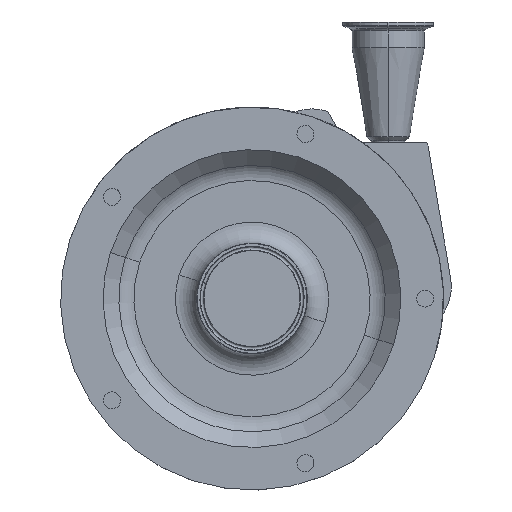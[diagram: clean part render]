
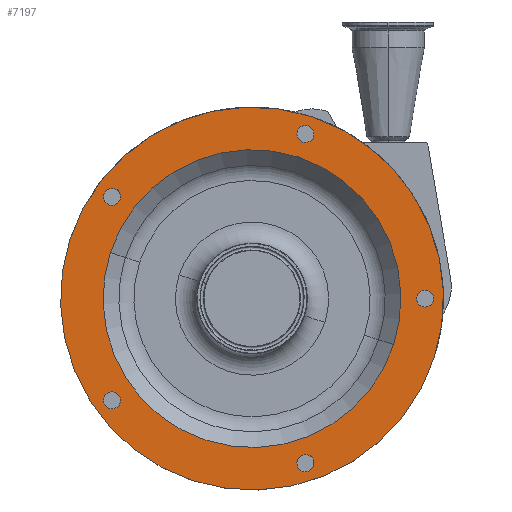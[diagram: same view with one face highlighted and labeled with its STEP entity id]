
A CAD part, top view. The second image highlights one B-rep face of the part: STEP entity #7197.
In plain terms, the highlighted planar face has unit normal (0, 0, 1).
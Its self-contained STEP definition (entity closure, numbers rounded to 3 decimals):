
#2 = DIRECTION ( 'NONE',  ( 0., 0., 1. ) ) ;
#72 = CARTESIAN_POINT ( 'NONE',  ( -98.7, -71.71, 197.5 ) ) ;
#181 = CARTESIAN_POINT ( 'NONE',  ( 122., 0., 197.5 ) ) ;
#244 = FACE_BOUND ( 'NONE', #9309, .T. ) ;
#250 = CARTESIAN_POINT ( 'NONE',  ( 99.861, -32.447, 197.5 ) ) ;
#344 = CARTESIAN_POINT ( 'NONE',  ( -95.173, 76.564, 197.5 ) ) ;
#354 = DIRECTION ( 'NONE',  ( 0.951, -0.309, 0. ) ) ;
#415 = AXIS2_PLACEMENT_3D ( 'NONE', #72, #11324, #6656 ) ;
#440 = CARTESIAN_POINT ( 'NONE',  ( 31.994, 117.883, 197.5 ) ) ;
#508 = ORIENTED_EDGE ( 'NONE', *, *, #6378, .F. ) ;
#542 = AXIS2_PLACEMENT_3D ( 'NONE', #10123, #9180, #354 ) ;
#680 = DIRECTION ( 'NONE',  ( 0., 0., 1. ) ) ;
#768 = AXIS2_PLACEMENT_3D ( 'NONE', #6502, #819, #8894 ) ;
#771 = CARTESIAN_POINT ( 'NONE',  ( 37.7, -116.029, 197.5 ) ) ;
#775 = DIRECTION ( 'NONE',  ( 0., 0., 1. ) ) ;
#819 = DIRECTION ( 'NONE',  ( 0., 0., 1. ) ) ;
#916 = DIRECTION ( 'NONE',  ( 0., 0., 1. ) ) ;
#944 = CIRCLE ( 'NONE', #8167, 6. ) ;
#952 = AXIS2_PLACEMENT_3D ( 'NONE', #12244, #3196, #3263 ) ;
#1095 = CIRCLE ( 'NONE', #10430, 6. ) ;
#1172 = ORIENTED_EDGE ( 'NONE', *, *, #3811, .F. ) ;
#1183 = DIRECTION ( 'NONE',  ( 0., 0., 1. ) ) ;
#1291 = EDGE_CURVE ( 'NONE', #3389, #10293, #1095, .T. ) ;
#1341 = FACE_BOUND ( 'NONE', #5930, .T. ) ;
#1914 = DIRECTION ( 'NONE',  ( 0., 0., 1. ) ) ;
#2269 = VERTEX_POINT ( 'NONE', #344 ) ;
#2380 = ORIENTED_EDGE ( 'NONE', *, *, #10319, .T. ) ;
#2506 = VERTEX_POINT ( 'NONE', #3664 ) ;
#2568 = CARTESIAN_POINT ( 'NONE',  ( 12.052, 37.091, 197.5 ) ) ;
#2843 = CIRCLE ( 'NONE', #768, 6. ) ;
#2894 = AXIS2_PLACEMENT_3D ( 'NONE', #7563, #2964, #3989 ) ;
#2926 = CIRCLE ( 'NONE', #9221, 6. ) ;
#2964 = DIRECTION ( 'NONE',  ( 0., 0., 1. ) ) ;
#3066 = CARTESIAN_POINT ( 'NONE',  ( 122., -6., 197.5 ) ) ;
#3196 = DIRECTION ( 'NONE',  ( 0., 0., 1. ) ) ;
#3263 = DIRECTION ( 'NONE',  ( -0.951, -0.309, 0. ) ) ;
#3368 = ORIENTED_EDGE ( 'NONE', *, *, #6589, .F. ) ;
#3385 = EDGE_LOOP ( 'NONE', ( #6670, #5208 ) ) ;
#3389 = VERTEX_POINT ( 'NONE', #13153 ) ;
#3442 = EDGE_LOOP ( 'NONE', ( #13409, #2380 ) ) ;
#3525 = VERTEX_POINT ( 'NONE', #10909 ) ;
#3664 = CARTESIAN_POINT ( 'NONE',  ( 128.393, -41.717, 197.5 ) ) ;
#3702 = VERTEX_POINT ( 'NONE', #5706 ) ;
#3811 = EDGE_CURVE ( 'NONE', #6985, #3824, #2843, .T. ) ;
#3813 = DIRECTION ( 'NONE',  ( 0., 0., 1. ) ) ;
#3824 = VERTEX_POINT ( 'NONE', #13134 ) ;
#3989 = DIRECTION ( 'NONE',  ( 0.951, -0.309, 0. ) ) ;
#4028 = EDGE_CURVE ( 'NONE', #7344, #11356, #7742, .T. ) ;
#4454 = DIRECTION ( 'NONE',  ( -0.588, 0.809, 0. ) ) ;
#4542 = DIRECTION ( 'NONE',  ( 0., 0., -1. ) ) ;
#4800 = ORIENTED_EDGE ( 'NONE', *, *, #4028, .F. ) ;
#4811 = ORIENTED_EDGE ( 'NONE', *, *, #13789, .F. ) ;
#4821 = VERTEX_POINT ( 'NONE', #12967 ) ;
#4843 = AXIS2_PLACEMENT_3D ( 'NONE', #771, #916, #12884 ) ;
#5208 = ORIENTED_EDGE ( 'NONE', *, *, #5245, .F. ) ;
#5245 = EDGE_CURVE ( 'NONE', #5266, #10013, #5843, .T. ) ;
#5266 = VERTEX_POINT ( 'NONE', #6504 ) ;
#5291 = CIRCLE ( 'NONE', #10646, 6. ) ;
#5494 = CARTESIAN_POINT ( 'NONE',  ( 122., 0., 197.5 ) ) ;
#5495 = AXIS2_PLACEMENT_3D ( 'NONE', #6454, #1914, #9591 ) ;
#5581 = DIRECTION ( 'NONE',  ( 0.951, -0.309, 0. ) ) ;
#5706 = CARTESIAN_POINT ( 'NONE',  ( -128.393, 41.717, 197.5 ) ) ;
#5726 = FACE_BOUND ( 'NONE', #3385, .T. ) ;
#5843 = CIRCLE ( 'NONE', #952, 6. ) ;
#5866 = EDGE_CURVE ( 'NONE', #3525, #9846, #944, .T. ) ;
#5930 = EDGE_LOOP ( 'NONE', ( #9258, #4800 ) ) ;
#5947 = FACE_BOUND ( 'NONE', #13219, .T. ) ;
#6058 = EDGE_CURVE ( 'NONE', #10013, #5266, #7411, .T. ) ;
#6221 = CARTESIAN_POINT ( 'NONE',  ( -98.7, 71.71, 197.5 ) ) ;
#6378 = EDGE_CURVE ( 'NONE', #10293, #3389, #8356, .T. ) ;
#6406 = CIRCLE ( 'NONE', #2894, 135. ) ;
#6454 = CARTESIAN_POINT ( 'NONE',  ( -98.7, 71.71, 197.5 ) ) ;
#6476 = CARTESIAN_POINT ( 'NONE',  ( -95.173, -76.564, 197.5 ) ) ;
#6502 = CARTESIAN_POINT ( 'NONE',  ( 37.7, 116.029, 197.5 ) ) ;
#6504 = CARTESIAN_POINT ( 'NONE',  ( 43.406, -114.175, 197.5 ) ) ;
#6542 = CARTESIAN_POINT ( 'NONE',  ( 0., 0., 197.5 ) ) ;
#6589 = EDGE_CURVE ( 'NONE', #2269, #4821, #7183, .T. ) ;
#6656 = DIRECTION ( 'NONE',  ( -0.588, 0.809, 0. ) ) ;
#6670 = ORIENTED_EDGE ( 'NONE', *, *, #6058, .F. ) ;
#6704 = EDGE_LOOP ( 'NONE', ( #11707, #508 ) ) ;
#6741 = PLANE ( 'NONE',  #12452 ) ;
#6824 = CIRCLE ( 'NONE', #11024, 105. ) ;
#6885 = FACE_OUTER_BOUND ( 'NONE', #3442, .T. ) ;
#6960 = FACE_BOUND ( 'NONE', #6704, .T. ) ;
#6985 = VERTEX_POINT ( 'NONE', #440 ) ;
#7183 = CIRCLE ( 'NONE', #13704, 6. ) ;
#7197 = ADVANCED_FACE ( 'NONE', ( #6885, #5947, #5726, #6960, #244, #9082, #1341 ), #6741, .F. ) ;
#7344 = VERTEX_POINT ( 'NONE', #12955 ) ;
#7411 = CIRCLE ( 'NONE', #4843, 6. ) ;
#7563 = CARTESIAN_POINT ( 'NONE',  ( 0., 0., 197.5 ) ) ;
#7579 = CIRCLE ( 'NONE', #12465, 135. ) ;
#7742 = CIRCLE ( 'NONE', #542, 105. ) ;
#8135 = DIRECTION ( 'NONE',  ( 0.951, -0.309, 0. ) ) ;
#8167 = AXIS2_PLACEMENT_3D ( 'NONE', #181, #3813, #11211 ) ;
#8205 = ORIENTED_EDGE ( 'NONE', *, *, #13528, .F. ) ;
#8356 = CIRCLE ( 'NONE', #415, 6. ) ;
#8736 = EDGE_CURVE ( 'NONE', #11356, #7344, #6824, .T. ) ;
#8894 = DIRECTION ( 'NONE',  ( 0.951, -0.309, 0. ) ) ;
#9082 = FACE_BOUND ( 'NONE', #11851, .T. ) ;
#9145 = CARTESIAN_POINT ( 'NONE',  ( 37.7, 116.029, 197.5 ) ) ;
#9180 = DIRECTION ( 'NONE',  ( 0., 0., 1. ) ) ;
#9221 = AXIS2_PLACEMENT_3D ( 'NONE', #9145, #10240, #5581 ) ;
#9258 = ORIENTED_EDGE ( 'NONE', *, *, #8736, .F. ) ;
#9309 = EDGE_LOOP ( 'NONE', ( #3368, #8205 ) ) ;
#9591 = DIRECTION ( 'NONE',  ( 0.588, 0.809, 0. ) ) ;
#9723 = DIRECTION ( 'NONE',  ( 0.588, 0.809, 0. ) ) ;
#9846 = VERTEX_POINT ( 'NONE', #3066 ) ;
#10013 = VERTEX_POINT ( 'NONE', #13072 ) ;
#10123 = CARTESIAN_POINT ( 'NONE',  ( 0., 0., 197.5 ) ) ;
#10240 = DIRECTION ( 'NONE',  ( 0., 0., 1. ) ) ;
#10293 = VERTEX_POINT ( 'NONE', #6476 ) ;
#10319 = EDGE_CURVE ( 'NONE', #3702, #2506, #6406, .T. ) ;
#10430 = AXIS2_PLACEMENT_3D ( 'NONE', #13295, #2, #4454 ) ;
#10537 = EDGE_CURVE ( 'NONE', #2506, #3702, #7579, .T. ) ;
#10646 = AXIS2_PLACEMENT_3D ( 'NONE', #5494, #12130, #14382 ) ;
#10774 = DIRECTION ( 'NONE',  ( 0.951, -0.309, 0. ) ) ;
#10909 = CARTESIAN_POINT ( 'NONE',  ( 122., 6., 197.5 ) ) ;
#11024 = AXIS2_PLACEMENT_3D ( 'NONE', #12739, #775, #10774 ) ;
#11195 = DIRECTION ( 'NONE',  ( 0., -1., 0. ) ) ;
#11211 = DIRECTION ( 'NONE',  ( 0., -1., 0. ) ) ;
#11324 = DIRECTION ( 'NONE',  ( 0., 0., 1. ) ) ;
#11356 = VERTEX_POINT ( 'NONE', #250 ) ;
#11707 = ORIENTED_EDGE ( 'NONE', *, *, #1291, .F. ) ;
#11792 = CIRCLE ( 'NONE', #5495, 6. ) ;
#11851 = EDGE_LOOP ( 'NONE', ( #12669, #1172 ) ) ;
#12130 = DIRECTION ( 'NONE',  ( 0., 0., 1. ) ) ;
#12244 = CARTESIAN_POINT ( 'NONE',  ( 37.7, -116.029, 197.5 ) ) ;
#12452 = AXIS2_PLACEMENT_3D ( 'NONE', #2568, #4542, #11195 ) ;
#12465 = AXIS2_PLACEMENT_3D ( 'NONE', #6542, #1183, #8135 ) ;
#12669 = ORIENTED_EDGE ( 'NONE', *, *, #13227, .F. ) ;
#12730 = ORIENTED_EDGE ( 'NONE', *, *, #5866, .F. ) ;
#12739 = CARTESIAN_POINT ( 'NONE',  ( 0., 0., 197.5 ) ) ;
#12884 = DIRECTION ( 'NONE',  ( -0.951, -0.309, 0. ) ) ;
#12955 = CARTESIAN_POINT ( 'NONE',  ( -99.861, 32.447, 197.5 ) ) ;
#12967 = CARTESIAN_POINT ( 'NONE',  ( -102.227, 66.856, 197.5 ) ) ;
#13072 = CARTESIAN_POINT ( 'NONE',  ( 31.994, -117.883, 197.5 ) ) ;
#13134 = CARTESIAN_POINT ( 'NONE',  ( 43.406, 114.175, 197.5 ) ) ;
#13153 = CARTESIAN_POINT ( 'NONE',  ( -102.227, -66.856, 197.5 ) ) ;
#13219 = EDGE_LOOP ( 'NONE', ( #4811, #12730 ) ) ;
#13227 = EDGE_CURVE ( 'NONE', #3824, #6985, #2926, .T. ) ;
#13295 = CARTESIAN_POINT ( 'NONE',  ( -98.7, -71.71, 197.5 ) ) ;
#13409 = ORIENTED_EDGE ( 'NONE', *, *, #10537, .T. ) ;
#13528 = EDGE_CURVE ( 'NONE', #4821, #2269, #11792, .T. ) ;
#13704 = AXIS2_PLACEMENT_3D ( 'NONE', #6221, #680, #9723 ) ;
#13789 = EDGE_CURVE ( 'NONE', #9846, #3525, #5291, .T. ) ;
#14382 = DIRECTION ( 'NONE',  ( 0., -1., 0. ) ) ;
